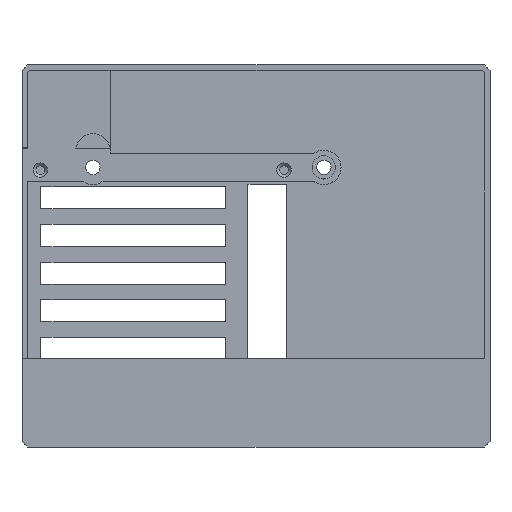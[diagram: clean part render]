
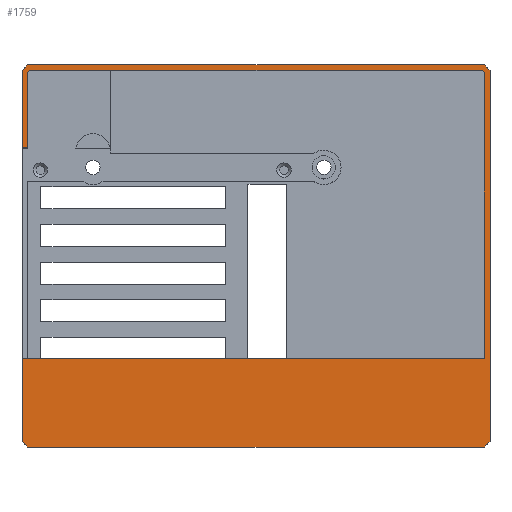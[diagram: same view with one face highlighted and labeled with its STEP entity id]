
A CAD part, top view. The second image highlights one B-rep face of the part: STEP entity #1759.
In plain terms, the highlighted planar face has unit normal (0, 0, 1).
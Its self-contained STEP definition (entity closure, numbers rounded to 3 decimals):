
#118=PLANE('',#1901);
#211=FACE_OUTER_BOUND('',#331,.T.);
#331=EDGE_LOOP('',(#1603,#1604,#1605,#1606,#1607,#1608,#1609,#1610,#1611,
#1612,#1613,#1614,#1615,#1616,#1617,#1618));
#492=LINE('',#2745,#699);
#501=LINE('',#2763,#708);
#506=LINE('',#2773,#713);
#519=LINE('',#2804,#726);
#522=LINE('',#2809,#729);
#529=LINE('',#2824,#736);
#533=LINE('',#2837,#740);
#535=LINE('',#2841,#742);
#536=LINE('',#2843,#743);
#537=LINE('',#2844,#744);
#538=LINE('',#2846,#745);
#539=LINE('',#2847,#746);
#540=LINE('',#2848,#747);
#541=LINE('',#2850,#748);
#542=LINE('',#2852,#749);
#543=LINE('',#2853,#750);
#699=VECTOR('',#2234,10.);
#708=VECTOR('',#2249,10.);
#713=VECTOR('',#2258,10.);
#726=VECTOR('',#2297,10.);
#729=VECTOR('',#2302,10.);
#736=VECTOR('',#2321,10.);
#740=VECTOR('',#2337,10.);
#742=VECTOR('',#2341,10.);
#743=VECTOR('',#2342,10.);
#744=VECTOR('',#2343,10.);
#745=VECTOR('',#2344,10.);
#746=VECTOR('',#2345,10.);
#747=VECTOR('',#2346,10.);
#748=VECTOR('',#2347,10.);
#749=VECTOR('',#2348,10.);
#750=VECTOR('',#2349,10.);
#921=VERTEX_POINT('',#2742);
#922=VERTEX_POINT('',#2744);
#927=VERTEX_POINT('',#2760);
#928=VERTEX_POINT('',#2762);
#931=VERTEX_POINT('',#2772);
#935=VERTEX_POINT('',#2801);
#936=VERTEX_POINT('',#2803);
#937=VERTEX_POINT('',#2807);
#938=VERTEX_POINT('',#2821);
#939=VERTEX_POINT('',#2823);
#942=VERTEX_POINT('',#2836);
#943=VERTEX_POINT('',#2840);
#944=VERTEX_POINT('',#2842);
#945=VERTEX_POINT('',#2845);
#946=VERTEX_POINT('',#2849);
#947=VERTEX_POINT('',#2851);
#1127=EDGE_CURVE('',#921,#922,#492,.T.);
#1136=EDGE_CURVE('',#927,#928,#501,.T.);
#1141=EDGE_CURVE('',#931,#928,#506,.T.);
#1156=EDGE_CURVE('',#936,#935,#519,.T.);
#1159=EDGE_CURVE('',#935,#937,#522,.T.);
#1166=EDGE_CURVE('',#939,#938,#529,.T.);
#1172=EDGE_CURVE('',#942,#936,#533,.T.);
#1174=EDGE_CURVE('',#938,#943,#535,.T.);
#1175=EDGE_CURVE('',#944,#943,#536,.T.);
#1176=EDGE_CURVE('',#922,#944,#537,.T.);
#1177=EDGE_CURVE('',#945,#921,#538,.T.);
#1178=EDGE_CURVE('',#931,#945,#539,.T.);
#1179=EDGE_CURVE('',#927,#942,#540,.T.);
#1180=EDGE_CURVE('',#937,#946,#541,.T.);
#1181=EDGE_CURVE('',#946,#947,#542,.T.);
#1182=EDGE_CURVE('',#947,#939,#543,.T.);
#1603=ORIENTED_EDGE('',*,*,#1174,.T.);
#1604=ORIENTED_EDGE('',*,*,#1175,.F.);
#1605=ORIENTED_EDGE('',*,*,#1176,.F.);
#1606=ORIENTED_EDGE('',*,*,#1127,.F.);
#1607=ORIENTED_EDGE('',*,*,#1177,.F.);
#1608=ORIENTED_EDGE('',*,*,#1178,.F.);
#1609=ORIENTED_EDGE('',*,*,#1141,.T.);
#1610=ORIENTED_EDGE('',*,*,#1136,.F.);
#1611=ORIENTED_EDGE('',*,*,#1179,.T.);
#1612=ORIENTED_EDGE('',*,*,#1172,.T.);
#1613=ORIENTED_EDGE('',*,*,#1156,.T.);
#1614=ORIENTED_EDGE('',*,*,#1159,.T.);
#1615=ORIENTED_EDGE('',*,*,#1180,.T.);
#1616=ORIENTED_EDGE('',*,*,#1181,.T.);
#1617=ORIENTED_EDGE('',*,*,#1182,.T.);
#1618=ORIENTED_EDGE('',*,*,#1166,.T.);
#1759=ADVANCED_FACE('',(#211),#118,.T.);
#1901=AXIS2_PLACEMENT_3D('',#2839,#2339,#2340);
#2234=DIRECTION('',(-0.707,-0.707,0.));
#2249=DIRECTION('',(0.707,0.707,0.));
#2258=DIRECTION('',(-1.,0.,0.));
#2297=DIRECTION('',(0.,1.,0.));
#2302=DIRECTION('',(0.707,0.707,0.));
#2321=DIRECTION('',(-1.,0.,0.));
#2337=DIRECTION('',(1.,0.,0.));
#2339=DIRECTION('center_axis',(0.,0.,1.));
#2340=DIRECTION('ref_axis',(1.,0.,0.));
#2341=DIRECTION('',(0.,-1.,0.));
#2342=DIRECTION('',(-0.707,0.707,0.));
#2343=DIRECTION('',(-1.,0.,0.));
#2344=DIRECTION('',(0.,-1.,0.));
#2345=DIRECTION('',(0.707,-0.707,0.));
#2346=DIRECTION('',(0.,-1.,0.));
#2347=DIRECTION('',(1.,0.,0.));
#2348=DIRECTION('',(0.707,-0.707,0.));
#2349=DIRECTION('',(0.,-1.,0.));
#2742=CARTESIAN_POINT('',(84.5,-14.,10.6));
#2744=CARTESIAN_POINT('',(83.5,-15.,10.6));
#2745=CARTESIAN_POINT('',(83.938,-14.563,10.6));
#2760=CARTESIAN_POINT('',(0.,53.,10.6));
#2762=CARTESIAN_POINT('',(1.,54.,10.6));
#2763=CARTESIAN_POINT('',(4.313,57.313,10.6));
#2772=CARTESIAN_POINT('',(83.5,54.,10.6));
#2773=CARTESIAN_POINT('',(84.5,54.,10.6));
#2801=CARTESIAN_POINT('',(1.,52.586,10.6));
#2803=CARTESIAN_POINT('',(1.,39.,10.6));
#2804=CARTESIAN_POINT('',(1.,40.5,10.6));
#2807=CARTESIAN_POINT('',(1.414,53.,10.6));
#2809=CARTESIAN_POINT('',(5.02,56.605,10.6));
#2821=CARTESIAN_POINT('',(0.,1.,10.6));
#2823=CARTESIAN_POINT('',(83.5,1.,10.6));
#2824=CARTESIAN_POINT('',(50.5,1.,10.6));
#2836=CARTESIAN_POINT('',(0.,39.,10.6));
#2837=CARTESIAN_POINT('',(21.125,39.,10.6));
#2839=CARTESIAN_POINT('Origin',(42.25,27.,10.6));
#2840=CARTESIAN_POINT('',(0.,-14.,10.6));
#2841=CARTESIAN_POINT('',(0.,54.,10.6));
#2842=CARTESIAN_POINT('',(1.,-15.,10.6));
#2843=CARTESIAN_POINT('',(0.562,-14.563,10.6));
#2844=CARTESIAN_POINT('',(21.125,-15.,10.6));
#2845=CARTESIAN_POINT('',(84.5,53.,10.6));
#2846=CARTESIAN_POINT('',(84.5,-11.25,10.6));
#2847=CARTESIAN_POINT('',(80.188,57.313,10.6));
#2848=CARTESIAN_POINT('',(0.,54.,10.6));
#2849=CARTESIAN_POINT('',(83.086,53.,10.6));
#2850=CARTESIAN_POINT('',(63.375,53.,10.6));
#2851=CARTESIAN_POINT('',(83.5,52.586,10.6));
#2852=CARTESIAN_POINT('',(79.48,56.605,10.6));
#2853=CARTESIAN_POINT('',(83.5,13.5,10.6));
